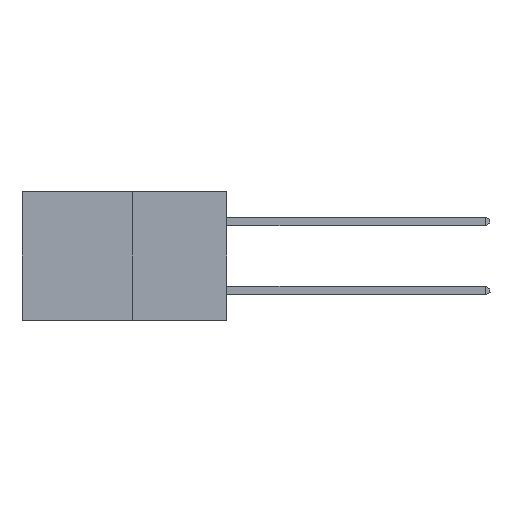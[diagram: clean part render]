
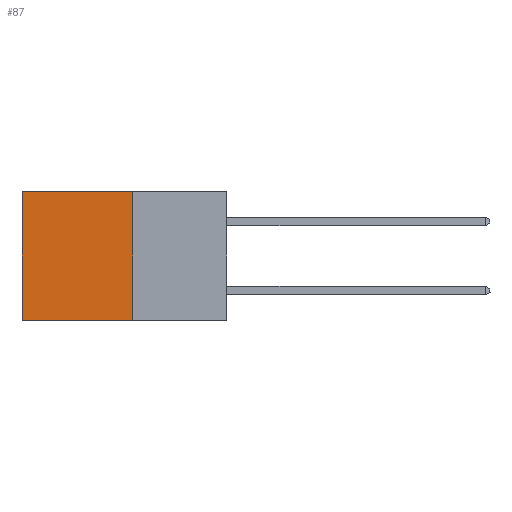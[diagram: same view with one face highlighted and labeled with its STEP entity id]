
A CAD part, left-side view. The second image highlights one B-rep face of the part: STEP entity #87.
In plain terms, the highlighted planar face has unit normal (-1, 0, 0).
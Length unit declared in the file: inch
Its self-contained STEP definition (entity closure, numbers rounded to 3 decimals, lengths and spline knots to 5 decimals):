
#87 = ADVANCED_FACE ( 'NONE', ( #3265 ), #9109, .F. ) ;
#436 = LINE ( 'NONE', #1765, #7956 ) ;
#541 = VECTOR ( 'NONE', #4183, 39.37008 ) ;
#635 = EDGE_CURVE ( 'NONE', #1029, #8189, #436, .T. ) ;
#678 = CARTESIAN_POINT ( 'NONE',  ( 0.277, 0.59, 0. ) ) ;
#914 = EDGE_CURVE ( 'NONE', #8189, #3335, #4184, .T. ) ;
#929 = VERTEX_POINT ( 'NONE', #5684 ) ;
#953 = DIRECTION ( 'NONE',  ( 0., 0., -1. ) ) ;
#1019 = EDGE_CURVE ( 'NONE', #929, #3335, #1326, .T. ) ;
#1029 = VERTEX_POINT ( 'NONE', #5121 ) ;
#1096 = VECTOR ( 'NONE', #2847, 39.37008 ) ;
#1191 = DIRECTION ( 'NONE',  ( 0., 0., -1. ) ) ;
#1326 = LINE ( 'NONE', #3577, #1096 ) ;
#1679 = ORIENTED_EDGE ( 'NONE', *, *, #8613, .F. ) ;
#1765 = CARTESIAN_POINT ( 'NONE',  ( 0.277, 0.27, 0. ) ) ;
#2458 = ORIENTED_EDGE ( 'NONE', *, *, #914, .T. ) ;
#2569 = VECTOR ( 'NONE', #1191, 39.37008 ) ;
#2795 = LINE ( 'NONE', #8464, #2569 ) ;
#2847 = DIRECTION ( 'NONE',  ( 0., 1., 0. ) ) ;
#3265 = FACE_OUTER_BOUND ( 'NONE', #7970, .T. ) ;
#3335 = VERTEX_POINT ( 'NONE', #3915 ) ;
#3577 = CARTESIAN_POINT ( 'NONE',  ( 0.277, 0.27, -0.37 ) ) ;
#3915 = CARTESIAN_POINT ( 'NONE',  ( 0.277, 0.59, -0.37 ) ) ;
#4183 = DIRECTION ( 'NONE',  ( 0., 0., -1. ) ) ;
#4184 = LINE ( 'NONE', #8508, #541 ) ;
#4421 = AXIS2_PLACEMENT_3D ( 'NONE', #8043, #7818, #953 ) ;
#5121 = CARTESIAN_POINT ( 'NONE',  ( 0.277, 0.27, 0. ) ) ;
#5684 = CARTESIAN_POINT ( 'NONE',  ( 0.277, 0.27, -0.37 ) ) ;
#7818 = DIRECTION ( 'NONE',  ( 1., 0., 0. ) ) ;
#7956 = VECTOR ( 'NONE', #8799, 39.37008 ) ;
#7970 = EDGE_LOOP ( 'NONE', ( #2458, #8058, #1679, #8605 ) ) ;
#8043 = CARTESIAN_POINT ( 'NONE',  ( 0.277, 0.27, -0.37 ) ) ;
#8058 = ORIENTED_EDGE ( 'NONE', *, *, #1019, .F. ) ;
#8189 = VERTEX_POINT ( 'NONE', #678 ) ;
#8464 = CARTESIAN_POINT ( 'NONE',  ( 0.277, 0.27, -0.37 ) ) ;
#8508 = CARTESIAN_POINT ( 'NONE',  ( 0.277, 0.59, -0.37 ) ) ;
#8605 = ORIENTED_EDGE ( 'NONE', *, *, #635, .T. ) ;
#8613 = EDGE_CURVE ( 'NONE', #1029, #929, #2795, .T. ) ;
#8799 = DIRECTION ( 'NONE',  ( 0., 1., 0. ) ) ;
#9109 = PLANE ( 'NONE',  #4421 ) ;
